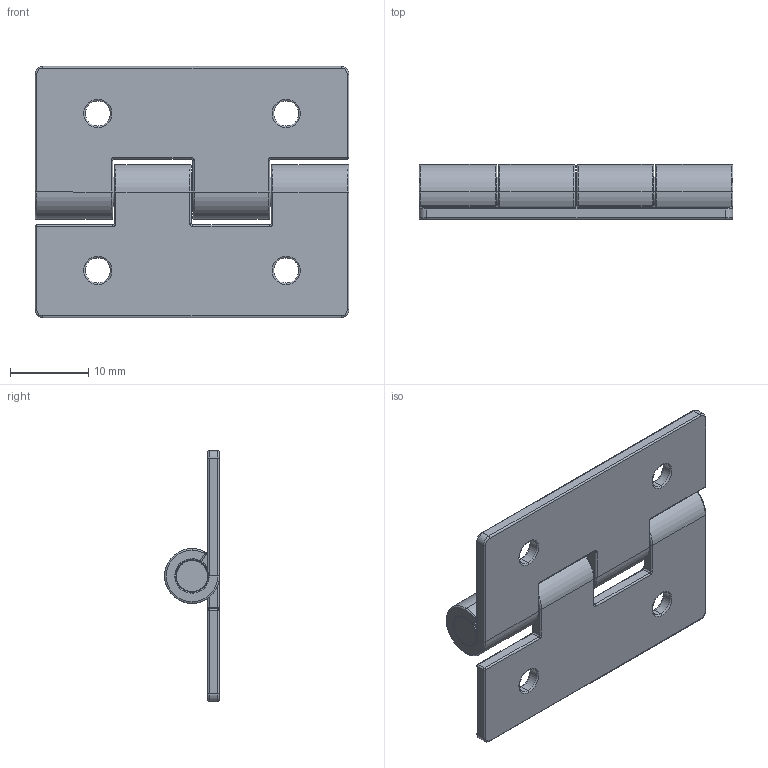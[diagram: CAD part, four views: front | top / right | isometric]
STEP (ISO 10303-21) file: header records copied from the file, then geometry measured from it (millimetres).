
FILE_DESCRIPTION (( 'STEP AP214' ), '1' );
FILE_NAME ('HGS-25320.STEP', '2018-05-18T06:28:47', ( '' ), ( '' ), 'SwSTEP 2.0', 'SolidWorks 2010', '' );
FILE_SCHEMA (( 'AUTOMOTIVE_DESIGN' ));
Length unit declared in the file: millimetre
Products named in the file (3): 插銷; 鉸鏈片; HGS-25320
Assembly tree (3 placements, depth 2):
  HGS-25320
    鉸鏈片  x2
    插銷
Bounding box: 40 x 7 x 32 mm (x, y, z)
Volume: 2925.5 mm3; surface area: 4350.8 mm2
Topology: 3 solids, 3 shells, 859 faces, 2036 edges, 992 vertices
Faces by surface type: cylinder 318, torus 308, sphere 204, plane 29
Entity records: 20163 total; most frequent: DIRECTION 4369, CARTESIAN_POINT 3181, ORIENTED_EDGE 3170, AXIS2_PLACEMENT_3D 2034, EDGE_CURVE 1585, CIRCLE 1284, VERTEX_POINT 846, EDGE_LOOP 749
